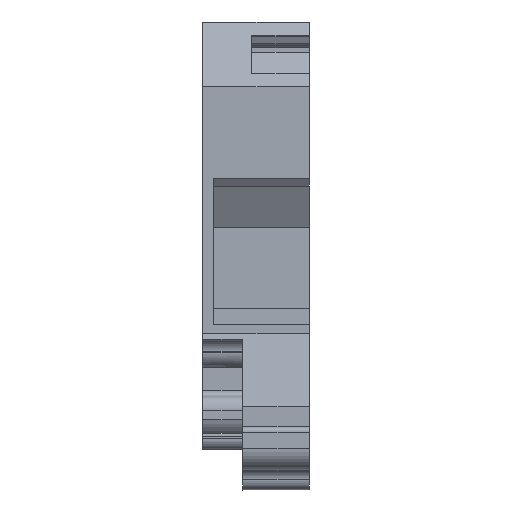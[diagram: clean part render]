
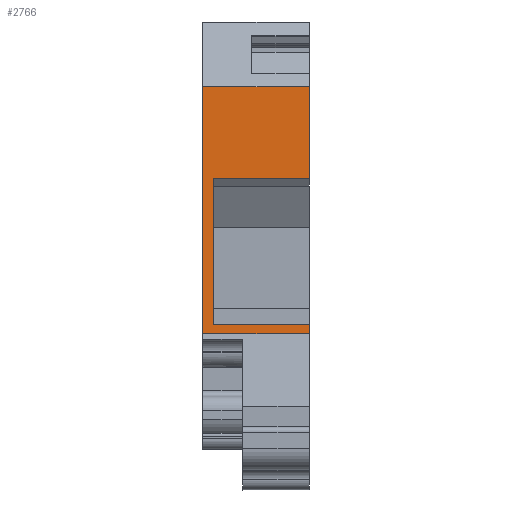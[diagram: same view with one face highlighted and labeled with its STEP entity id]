
A CAD part, front view. The second image highlights one B-rep face of the part: STEP entity #2766.
In plain terms, the highlighted planar face has unit normal (0, -1, 0).
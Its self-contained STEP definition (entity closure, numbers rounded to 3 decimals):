
#2730=AXIS2_PLACEMENT_3D('Plane Axis2P3D',#2727,#2728,#2729) ;
#512=CARTESIAN_POINT('Vertex',(9.9,4.6,37.35)) ;
#515=CARTESIAN_POINT('Line Origine',(9.9,4.6,33.1)) ;
#519=CARTESIAN_POINT('Vertex',(9.9,4.6,28.85)) ;
#547=CARTESIAN_POINT('Vertex',(9.9,4.6,15.35)) ;
#550=CARTESIAN_POINT('Line Origine',(9.9,4.6,14.912)) ;
#554=CARTESIAN_POINT('Vertex',(9.9,4.6,14.474)) ;
#1223=CARTESIAN_POINT('Vertex',(0.,4.6,14.474)) ;
#1226=CARTESIAN_POINT('Line Origine',(0.,4.6,25.912)) ;
#1230=CARTESIAN_POINT('Vertex',(0.,4.6,37.35)) ;
#2318=CARTESIAN_POINT('Line Origine',(4.95,4.6,37.35)) ;
#2727=CARTESIAN_POINT('Axis2P3D Location',(0.,4.6,14.474)) ;
#2732=CARTESIAN_POINT('Line Origine',(1.,4.6,22.1)) ;
#2736=CARTESIAN_POINT('Vertex',(1.,4.6,28.85)) ;
#2738=CARTESIAN_POINT('Vertex',(1.,4.6,15.35)) ;
#2741=CARTESIAN_POINT('Line Origine',(5.45,4.6,28.85)) ;
#2746=CARTESIAN_POINT('Line Origine',(4.95,4.6,14.474)) ;
#2751=CARTESIAN_POINT('Line Origine',(5.45,4.6,15.35)) ;
#516=DIRECTION('Vector Direction',(0.,0.,1.)) ;
#551=DIRECTION('Vector Direction',(0.,0.,1.)) ;
#1227=DIRECTION('Vector Direction',(0.,0.,1.)) ;
#2319=DIRECTION('Vector Direction',(1.,0.,0.)) ;
#2728=DIRECTION('Axis2P3D Direction',(0.,1.,0.)) ;
#2729=DIRECTION('Axis2P3D XDirection',(0.,0.,1.)) ;
#2733=DIRECTION('Vector Direction',(0.,0.,1.)) ;
#2742=DIRECTION('Vector Direction',(-1.,0.,0.)) ;
#2747=DIRECTION('Vector Direction',(1.,0.,0.)) ;
#2752=DIRECTION('Vector Direction',(-1.,0.,0.)) ;
#517=VECTOR('Line Direction',#516,1.) ;
#552=VECTOR('Line Direction',#551,1.) ;
#1228=VECTOR('Line Direction',#1227,1.) ;
#2320=VECTOR('Line Direction',#2319,1.) ;
#2734=VECTOR('Line Direction',#2733,1.) ;
#2743=VECTOR('Line Direction',#2742,1.) ;
#2748=VECTOR('Line Direction',#2747,1.) ;
#2753=VECTOR('Line Direction',#2752,1.) ;
#2757=ORIENTED_EDGE('',*,*,#2740,.F.) ;
#2758=ORIENTED_EDGE('',*,*,#2745,.F.) ;
#2759=ORIENTED_EDGE('',*,*,#521,.F.) ;
#2760=ORIENTED_EDGE('',*,*,#2322,.F.) ;
#2761=ORIENTED_EDGE('',*,*,#1232,.T.) ;
#2762=ORIENTED_EDGE('',*,*,#2750,.T.) ;
#2763=ORIENTED_EDGE('',*,*,#556,.F.) ;
#2764=ORIENTED_EDGE('',*,*,#2755,.T.) ;
#2766=ADVANCED_FACE('Hauptkoerper',(#2765),#2731,.F.) ;
#521=EDGE_CURVE('',#513,#520,#518,.F.) ;
#556=EDGE_CURVE('',#548,#555,#553,.F.) ;
#1232=EDGE_CURVE('',#1231,#1224,#1229,.F.) ;
#2322=EDGE_CURVE('',#1231,#513,#2321,.T.) ;
#2740=EDGE_CURVE('',#2737,#2739,#2735,.F.) ;
#2745=EDGE_CURVE('',#520,#2737,#2744,.T.) ;
#2750=EDGE_CURVE('',#1224,#555,#2749,.T.) ;
#2755=EDGE_CURVE('',#548,#2739,#2754,.T.) ;
#2756=EDGE_LOOP('',(#2757,#2758,#2759,#2760,#2761,#2762,#2763,#2764)) ;
#2765=FACE_OUTER_BOUND('',#2756,.T.) ;
#518=LINE('Line',#515,#517) ;
#553=LINE('Line',#550,#552) ;
#1229=LINE('Line',#1226,#1228) ;
#2321=LINE('Line',#2318,#2320) ;
#2735=LINE('Line',#2732,#2734) ;
#2744=LINE('Line',#2741,#2743) ;
#2749=LINE('Line',#2746,#2748) ;
#2754=LINE('Line',#2751,#2753) ;
#2731=PLANE('',#2730) ;
#513=VERTEX_POINT('',#512) ;
#520=VERTEX_POINT('',#519) ;
#548=VERTEX_POINT('',#547) ;
#555=VERTEX_POINT('',#554) ;
#1224=VERTEX_POINT('',#1223) ;
#1231=VERTEX_POINT('',#1230) ;
#2737=VERTEX_POINT('',#2736) ;
#2739=VERTEX_POINT('',#2738) ;
